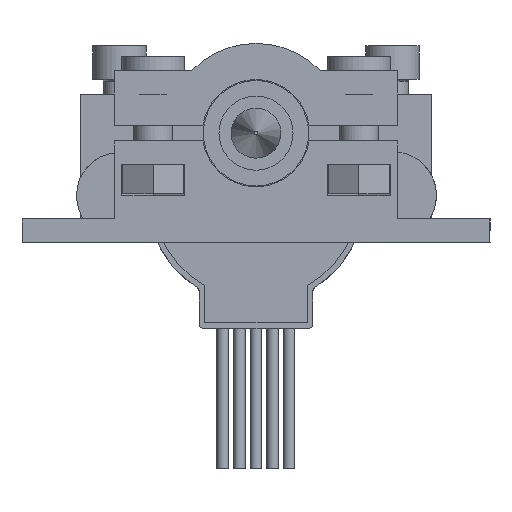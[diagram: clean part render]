
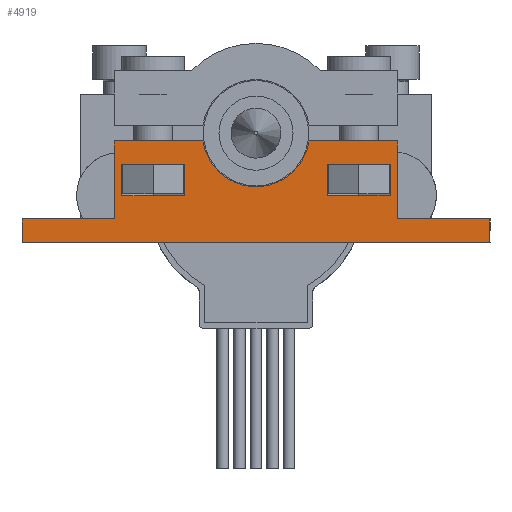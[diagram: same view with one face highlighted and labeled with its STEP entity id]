
A CAD part, front view. The second image highlights one B-rep face of the part: STEP entity #4919.
In plain terms, the highlighted planar face has unit normal (0, -1, 0).
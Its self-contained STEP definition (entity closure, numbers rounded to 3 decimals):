
#463=LINE('',#8596,#884);
#464=LINE('',#8599,#885);
#465=LINE('',#8601,#886);
#466=LINE('',#8603,#887);
#467=LINE('',#8604,#888);
#468=LINE('',#8607,#889);
#469=LINE('',#8609,#890);
#470=LINE('',#8611,#891);
#471=LINE('',#8612,#892);
#472=LINE('',#8617,#893);
#473=LINE('',#8619,#894);
#474=LINE('',#8621,#895);
#475=LINE('',#8623,#896);
#476=LINE('',#8625,#897);
#477=LINE('',#8627,#898);
#478=LINE('',#8629,#899);
#479=LINE('',#8631,#900);
#884=VECTOR('',#7078,1000.);
#885=VECTOR('',#7079,1000.);
#886=VECTOR('',#7080,1000.);
#887=VECTOR('',#7081,1000.);
#888=VECTOR('',#7082,1000.);
#889=VECTOR('',#7083,1000.);
#890=VECTOR('',#7084,1000.);
#891=VECTOR('',#7085,1000.);
#892=VECTOR('',#7086,1000.);
#893=VECTOR('',#7089,1000.);
#894=VECTOR('',#7090,1000.);
#895=VECTOR('',#7091,1000.);
#896=VECTOR('',#7092,1000.);
#897=VECTOR('',#7093,1000.);
#898=VECTOR('',#7094,1000.);
#899=VECTOR('',#7095,1000.);
#900=VECTOR('',#7096,1000.);
#1530=ORIENTED_EDGE('',*,*,#2602,.F.);
#1531=ORIENTED_EDGE('',*,*,#2603,.F.);
#1532=ORIENTED_EDGE('',*,*,#2604,.F.);
#1533=ORIENTED_EDGE('',*,*,#2605,.T.);
#1534=ORIENTED_EDGE('',*,*,#2606,.F.);
#1535=ORIENTED_EDGE('',*,*,#2607,.T.);
#1536=ORIENTED_EDGE('',*,*,#2608,.F.);
#1537=ORIENTED_EDGE('',*,*,#2609,.F.);
#1538=ORIENTED_EDGE('',*,*,#2610,.T.);
#1539=ORIENTED_EDGE('',*,*,#2611,.T.);
#1540=ORIENTED_EDGE('',*,*,#2612,.T.);
#1541=ORIENTED_EDGE('',*,*,#2613,.T.);
#1542=ORIENTED_EDGE('',*,*,#2614,.T.);
#1543=ORIENTED_EDGE('',*,*,#2615,.F.);
#1544=ORIENTED_EDGE('',*,*,#2616,.F.);
#1545=ORIENTED_EDGE('',*,*,#2617,.T.);
#1546=ORIENTED_EDGE('',*,*,#2618,.T.);
#1547=ORIENTED_EDGE('',*,*,#2619,.T.);
#2602=EDGE_CURVE('',#3176,#3177,#463,.T.);
#2603=EDGE_CURVE('',#3178,#3176,#464,.T.);
#2604=EDGE_CURVE('',#3179,#3178,#465,.T.);
#2605=EDGE_CURVE('',#3179,#3177,#466,.T.);
#2606=EDGE_CURVE('',#3180,#3181,#467,.T.);
#2607=EDGE_CURVE('',#3180,#3182,#468,.T.);
#2608=EDGE_CURVE('',#3183,#3182,#469,.T.);
#2609=EDGE_CURVE('',#3181,#3183,#470,.T.);
#2610=EDGE_CURVE('',#3184,#3185,#471,.T.);
#2611=EDGE_CURVE('',#3185,#3186,#3538,.T.);
#2612=EDGE_CURVE('',#3186,#3187,#472,.T.);
#2613=EDGE_CURVE('',#3187,#3188,#473,.T.);
#2614=EDGE_CURVE('',#3188,#3189,#474,.T.);
#2615=EDGE_CURVE('',#3190,#3189,#475,.T.);
#2616=EDGE_CURVE('',#3191,#3190,#476,.T.);
#2617=EDGE_CURVE('',#3191,#3192,#477,.T.);
#2618=EDGE_CURVE('',#3192,#3193,#478,.T.);
#2619=EDGE_CURVE('',#3193,#3184,#479,.T.);
#3176=VERTEX_POINT('',#8597);
#3177=VERTEX_POINT('',#8598);
#3178=VERTEX_POINT('',#8600);
#3179=VERTEX_POINT('',#8602);
#3180=VERTEX_POINT('',#8605);
#3181=VERTEX_POINT('',#8606);
#3182=VERTEX_POINT('',#8608);
#3183=VERTEX_POINT('',#8610);
#3184=VERTEX_POINT('',#8613);
#3185=VERTEX_POINT('',#8614);
#3186=VERTEX_POINT('',#8616);
#3187=VERTEX_POINT('',#8618);
#3188=VERTEX_POINT('',#8620);
#3189=VERTEX_POINT('',#8622);
#3190=VERTEX_POINT('',#8624);
#3191=VERTEX_POINT('',#8626);
#3192=VERTEX_POINT('',#8628);
#3193=VERTEX_POINT('',#8630);
#3538=CIRCLE('',#6253,6.875);
#3800=EDGE_LOOP('',(#1530,#1531,#1532,#1533));
#3801=EDGE_LOOP('',(#1534,#1535,#1536,#1537));
#3802=EDGE_LOOP('',(#1538,#1539,#1540,#1541,#1542,#1543,#1544,#1545,#1546,
#1547));
#4265=FACE_BOUND('',#3800,.T.);
#4266=FACE_BOUND('',#3801,.T.);
#4267=FACE_BOUND('',#3802,.T.);
#4684=PLANE('',#6252);
#4919=ADVANCED_FACE('',(#4265,#4266,#4267),#4684,.T.);
#6252=AXIS2_PLACEMENT_3D('',#8595,#7076,#7077);
#6253=AXIS2_PLACEMENT_3D('',#8615,#7087,#7088);
#7076=DIRECTION('',(0.,-1.,0.));
#7077=DIRECTION('',(0.,0.,-1.));
#7078=DIRECTION('',(1.,0.,0.));
#7079=DIRECTION('',(0.,0.,-1.));
#7080=DIRECTION('',(-1.,0.,0.));
#7081=DIRECTION('',(0.,0.,-1.));
#7082=DIRECTION('',(-1.,0.,0.));
#7083=DIRECTION('',(0.,0.,-1.));
#7084=DIRECTION('',(1.,0.,0.));
#7085=DIRECTION('',(0.,0.,-1.));
#7086=DIRECTION('',(-1.,0.,0.));
#7087=DIRECTION('',(0.,1.,0.));
#7088=DIRECTION('',(1.,0.,0.));
#7089=DIRECTION('',(-1.,0.,0.));
#7090=DIRECTION('',(0.,0.,-1.));
#7091=DIRECTION('',(-1.,0.,0.));
#7092=DIRECTION('',(0.,0.,1.));
#7093=DIRECTION('',(-1.,0.,0.));
#7094=DIRECTION('',(0.,0.,1.));
#7095=DIRECTION('',(-1.,0.,0.));
#7096=DIRECTION('',(0.,0.,1.));
#8595=CARTESIAN_POINT('',(0.,0.,0.));
#8596=CARTESIAN_POINT('',(2.016,0.,-8.));
#8597=CARTESIAN_POINT('',(9.189,0.,-8.));
#8598=CARTESIAN_POINT('',(17.189,0.,-8.));
#8599=CARTESIAN_POINT('',(9.189,0.,-4.));
#8600=CARTESIAN_POINT('',(9.189,0.,-4.));
#8601=CARTESIAN_POINT('',(9.189,0.,-4.));
#8602=CARTESIAN_POINT('',(17.189,0.,-4.));
#8603=CARTESIAN_POINT('',(17.189,0.,-4.));
#8604=CARTESIAN_POINT('',(-17.189,0.,-4.));
#8605=CARTESIAN_POINT('',(-9.189,0.,-4.));
#8606=CARTESIAN_POINT('',(-17.189,0.,-4.));
#8607=CARTESIAN_POINT('',(-9.189,0.,-4.));
#8608=CARTESIAN_POINT('',(-9.189,0.,-8.));
#8609=CARTESIAN_POINT('',(-18.189,0.,-8.));
#8610=CARTESIAN_POINT('',(-17.189,0.,-8.));
#8611=CARTESIAN_POINT('',(-17.189,0.,-4.));
#8612=CARTESIAN_POINT('',(5.154,0.,-1.));
#8613=CARTESIAN_POINT('',(18.189,0.,-1.));
#8614=CARTESIAN_POINT('',(6.802,0.,-1.));
#8615=CARTESIAN_POINT('',(0.,0.,0.));
#8616=CARTESIAN_POINT('',(-6.802,0.,-1.));
#8617=CARTESIAN_POINT('',(-8.189,0.,-1.));
#8618=CARTESIAN_POINT('',(-18.189,0.,-1.));
#8619=CARTESIAN_POINT('',(-18.189,0.,-1.));
#8620=CARTESIAN_POINT('',(-18.189,0.,-11.));
#8621=CARTESIAN_POINT('',(-18.189,0.,-11.));
#8622=CARTESIAN_POINT('',(-30.,0.,-11.));
#8623=CARTESIAN_POINT('',(-30.,0.,-14.));
#8624=CARTESIAN_POINT('',(-30.,0.,-14.));
#8625=CARTESIAN_POINT('',(30.,0.,-14.));
#8626=CARTESIAN_POINT('',(30.,0.,-14.));
#8627=CARTESIAN_POINT('',(30.,0.,-14.));
#8628=CARTESIAN_POINT('',(30.,0.,-11.));
#8629=CARTESIAN_POINT('',(-18.189,0.,-11.));
#8630=CARTESIAN_POINT('',(18.189,0.,-11.));
#8631=CARTESIAN_POINT('',(18.189,0.,-1.));
